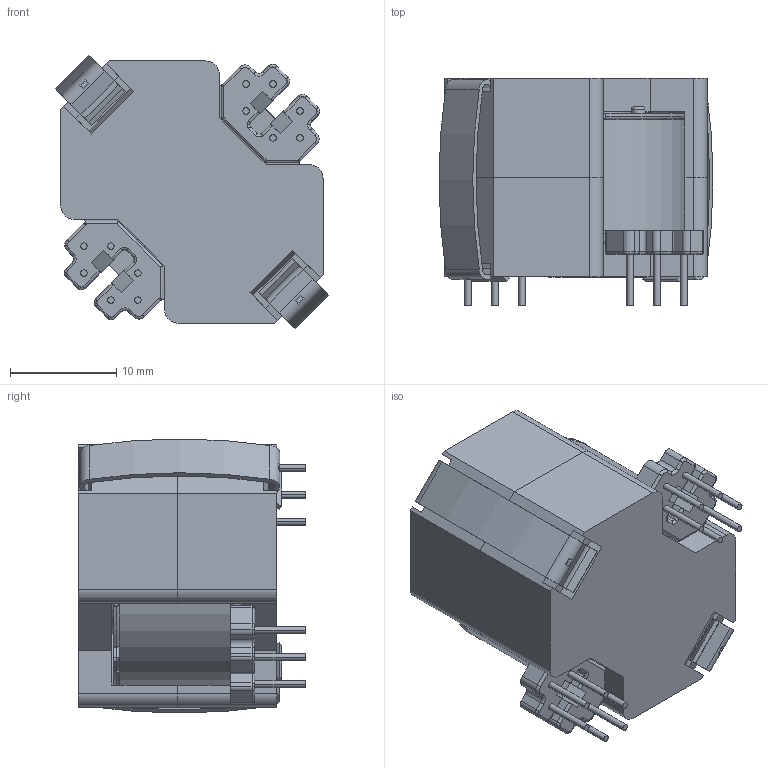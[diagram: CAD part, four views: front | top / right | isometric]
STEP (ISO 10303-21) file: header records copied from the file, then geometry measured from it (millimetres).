
FILE_DESCRIPTION (( 'STEP AP214' ), '1' );
FILE_NAME ('RM10_5680_0009_no-clip-terminals.STEP', '2021-08-10T14:29:07', ( '' ), ( '' ), 'SwSTEP 2.0', 'SolidWorks 2017', '' );
FILE_SCHEMA (( 'AUTOMOTIVE_DESIGN' ));
Length unit declared in the file: millimetre
Products named in the file (5): 070-5680_coil; 239-0009_6F; RM10_5680_0009_no-clip-terminals; 070-5680_6A; 150-2624_6A
Assembly tree (6 placements, depth 2):
  RM10_5680_0009_no-clip-terminals
    070-5680_6A
    070-5680_coil
    150-2624_6A  x2
    239-0009_6F  x2
Bounding box: 25.82 x 21.41 x 25.82 mm (x, y, z)
Volume: 8487.2 mm3; surface area: 8234.9 mm2
Topology: 6 solids, 6 shells, 373 faces, 964 edges, 619 vertices
Faces by surface type: plane 167, cylinder 161, torus 39, sphere 4, bspline 2
Entity records: 9996 total; most frequent: CARTESIAN_POINT 1846, DIRECTION 1682, ORIENTED_EDGE 1546, EDGE_CURVE 773, AXIS2_PLACEMENT_3D 636, VERTEX_POINT 492, LINE 410, VECTOR 410
